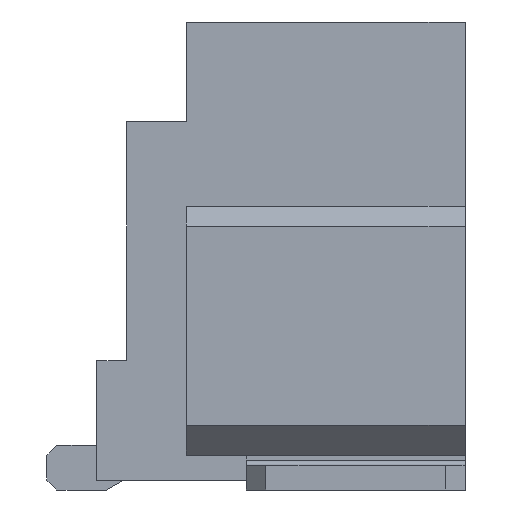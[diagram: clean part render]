
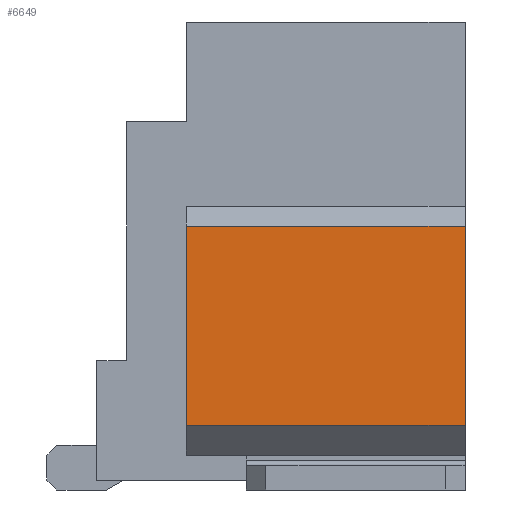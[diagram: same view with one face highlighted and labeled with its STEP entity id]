
A CAD part, left-side view. The second image highlights one B-rep face of the part: STEP entity #6649.
In plain terms, the highlighted face is planar.
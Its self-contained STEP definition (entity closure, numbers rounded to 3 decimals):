
#955 = PLANE('',#956);
#956 = AXIS2_PLACEMENT_3D('',#957,#958,#959);
#957 = CARTESIAN_POINT('',(2.125,1.85,-2.3));
#958 = DIRECTION('',(0.,1.,0.));
#959 = DIRECTION('',(-1.,0.,0.));
#2021 = PLANE('',#2022);
#2022 = AXIS2_PLACEMENT_3D('',#2023,#2024,#2025);
#2023 = CARTESIAN_POINT('',(2.125,-0.95,-2.3));
#2024 = DIRECTION('',(0.,1.,0.));
#2025 = DIRECTION('',(1.,0.,0.));
#3826 = VERTEX_POINT('',#3827);
#3827 = CARTESIAN_POINT('',(3.625,1.85,-1.75));
#3841 = PLANE('',#3842);
#3842 = AXIS2_PLACEMENT_3D('',#3843,#3844,#3845);
#3843 = CARTESIAN_POINT('',(3.625,1.85,-1.75));
#3844 = DIRECTION('',(0.707,0.,-0.707));
#3845 = DIRECTION('',(-0.707,0.,-0.707));
#3853 = EDGE_CURVE('',#3854,#3826,#3856,.T.);
#3854 = VERTEX_POINT('',#3855);
#3855 = CARTESIAN_POINT('',(3.625,1.85,0.25));
#3856 = SURFACE_CURVE('',#3857,(#3861,#3868),.PCURVE_S1.);
#3857 = LINE('',#3858,#3859);
#3858 = CARTESIAN_POINT('',(3.625,1.85,0.25));
#3859 = VECTOR('',#3860,1.);
#3860 = DIRECTION('',(0.,0.,-1.));
#3861 = PCURVE('',#955,#3862);
#3862 = DEFINITIONAL_REPRESENTATION('',(#3863),#3867);
#3863 = LINE('',#3864,#3865);
#3864 = CARTESIAN_POINT('',(-1.5,2.55));
#3865 = VECTOR('',#3866,1.);
#3866 = DIRECTION('',(0.,-1.));
#3867 = ( GEOMETRIC_REPRESENTATION_CONTEXT(2) 
PARAMETRIC_REPRESENTATION_CONTEXT() REPRESENTATION_CONTEXT('2D SPACE',''
  ) );
#3868 = PCURVE('',#3869,#3874);
#3869 = PLANE('',#3870);
#3870 = AXIS2_PLACEMENT_3D('',#3871,#3872,#3873);
#3871 = CARTESIAN_POINT('',(3.625,1.85,0.25));
#3872 = DIRECTION('',(1.,0.,0.));
#3873 = DIRECTION('',(0.,0.,-1.));
#3874 = DEFINITIONAL_REPRESENTATION('',(#3875),#3879);
#3875 = LINE('',#3876,#3877);
#3876 = CARTESIAN_POINT('',(0.,0.));
#3877 = VECTOR('',#3878,1.);
#3878 = DIRECTION('',(1.,0.));
#3879 = ( GEOMETRIC_REPRESENTATION_CONTEXT(2) 
PARAMETRIC_REPRESENTATION_CONTEXT() REPRESENTATION_CONTEXT('2D SPACE',''
  ) );
#3897 = PLANE('',#3898);
#3898 = AXIS2_PLACEMENT_3D('',#3899,#3900,#3901);
#3899 = CARTESIAN_POINT('',(2.325,1.85,0.25));
#3900 = DIRECTION('',(0.,0.,1.));
#3901 = DIRECTION('',(1.,0.,0.));
#5501 = VERTEX_POINT('',#5502);
#5502 = CARTESIAN_POINT('',(3.625,-0.95,0.25));
#5523 = EDGE_CURVE('',#5501,#5524,#5526,.T.);
#5524 = VERTEX_POINT('',#5525);
#5525 = CARTESIAN_POINT('',(3.625,-0.95,-1.75));
#5526 = SURFACE_CURVE('',#5527,(#5531,#5538),.PCURVE_S1.);
#5527 = LINE('',#5528,#5529);
#5528 = CARTESIAN_POINT('',(3.625,-0.95,0.25));
#5529 = VECTOR('',#5530,1.);
#5530 = DIRECTION('',(0.,0.,-1.));
#5531 = PCURVE('',#2021,#5532);
#5532 = DEFINITIONAL_REPRESENTATION('',(#5533),#5537);
#5533 = LINE('',#5534,#5535);
#5534 = CARTESIAN_POINT('',(1.5,-2.55));
#5535 = VECTOR('',#5536,1.);
#5536 = DIRECTION('',(0.,1.));
#5537 = ( GEOMETRIC_REPRESENTATION_CONTEXT(2) 
PARAMETRIC_REPRESENTATION_CONTEXT() REPRESENTATION_CONTEXT('2D SPACE',''
  ) );
#5538 = PCURVE('',#3869,#5539);
#5539 = DEFINITIONAL_REPRESENTATION('',(#5540),#5544);
#5540 = LINE('',#5541,#5542);
#5541 = CARTESIAN_POINT('',(0.,-2.8));
#5542 = VECTOR('',#5543,1.);
#5543 = DIRECTION('',(1.,0.));
#5544 = ( GEOMETRIC_REPRESENTATION_CONTEXT(2) 
PARAMETRIC_REPRESENTATION_CONTEXT() REPRESENTATION_CONTEXT('2D SPACE',''
  ) );
#6629 = EDGE_CURVE('',#3826,#5524,#6630,.T.);
#6630 = SURFACE_CURVE('',#6631,(#6635,#6642),.PCURVE_S1.);
#6631 = LINE('',#6632,#6633);
#6632 = CARTESIAN_POINT('',(3.625,1.85,-1.75));
#6633 = VECTOR('',#6634,1.);
#6634 = DIRECTION('',(0.,-1.,0.));
#6635 = PCURVE('',#3841,#6636);
#6636 = DEFINITIONAL_REPRESENTATION('',(#6637),#6641);
#6637 = LINE('',#6638,#6639);
#6638 = CARTESIAN_POINT('',(0.,0.));
#6639 = VECTOR('',#6640,1.);
#6640 = DIRECTION('',(0.,-1.));
#6641 = ( GEOMETRIC_REPRESENTATION_CONTEXT(2) 
PARAMETRIC_REPRESENTATION_CONTEXT() REPRESENTATION_CONTEXT('2D SPACE',''
  ) );
#6642 = PCURVE('',#3869,#6643);
#6643 = DEFINITIONAL_REPRESENTATION('',(#6644),#6648);
#6644 = LINE('',#6645,#6646);
#6645 = CARTESIAN_POINT('',(2.,0.));
#6646 = VECTOR('',#6647,1.);
#6647 = DIRECTION('',(0.,-1.));
#6648 = ( GEOMETRIC_REPRESENTATION_CONTEXT(2) 
PARAMETRIC_REPRESENTATION_CONTEXT() REPRESENTATION_CONTEXT('2D SPACE',''
  ) );
#6649 = ADVANCED_FACE('',(#6650),#3869,.T.);
#6650 = FACE_BOUND('',#6651,.F.);
#6651 = EDGE_LOOP('',(#6652,#6653,#6654,#6655));
#6652 = ORIENTED_EDGE('',*,*,#3853,.T.);
#6653 = ORIENTED_EDGE('',*,*,#6629,.T.);
#6654 = ORIENTED_EDGE('',*,*,#5523,.F.);
#6655 = ORIENTED_EDGE('',*,*,#6656,.F.);
#6656 = EDGE_CURVE('',#3854,#5501,#6657,.T.);
#6657 = SURFACE_CURVE('',#6658,(#6662,#6669),.PCURVE_S1.);
#6658 = LINE('',#6659,#6660);
#6659 = CARTESIAN_POINT('',(3.625,1.85,0.25));
#6660 = VECTOR('',#6661,1.);
#6661 = DIRECTION('',(0.,-1.,0.));
#6662 = PCURVE('',#3869,#6663);
#6663 = DEFINITIONAL_REPRESENTATION('',(#6664),#6668);
#6664 = LINE('',#6665,#6666);
#6665 = CARTESIAN_POINT('',(0.,0.));
#6666 = VECTOR('',#6667,1.);
#6667 = DIRECTION('',(0.,-1.));
#6668 = ( GEOMETRIC_REPRESENTATION_CONTEXT(2) 
PARAMETRIC_REPRESENTATION_CONTEXT() REPRESENTATION_CONTEXT('2D SPACE',''
  ) );
#6669 = PCURVE('',#3897,#6670);
#6670 = DEFINITIONAL_REPRESENTATION('',(#6671),#6675);
#6671 = LINE('',#6672,#6673);
#6672 = CARTESIAN_POINT('',(1.3,0.));
#6673 = VECTOR('',#6674,1.);
#6674 = DIRECTION('',(0.,-1.));
#6675 = ( GEOMETRIC_REPRESENTATION_CONTEXT(2) 
PARAMETRIC_REPRESENTATION_CONTEXT() REPRESENTATION_CONTEXT('2D SPACE',''
  ) );
